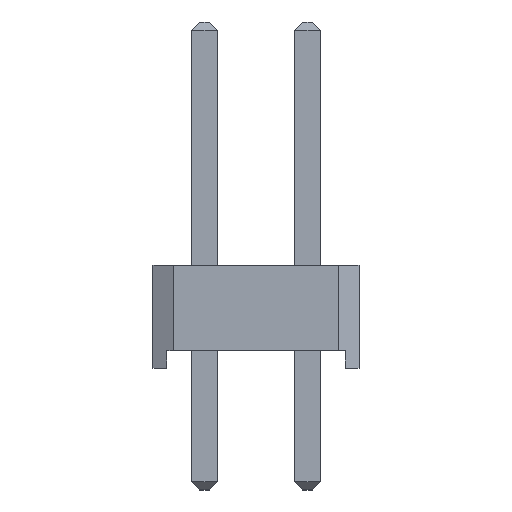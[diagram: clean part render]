
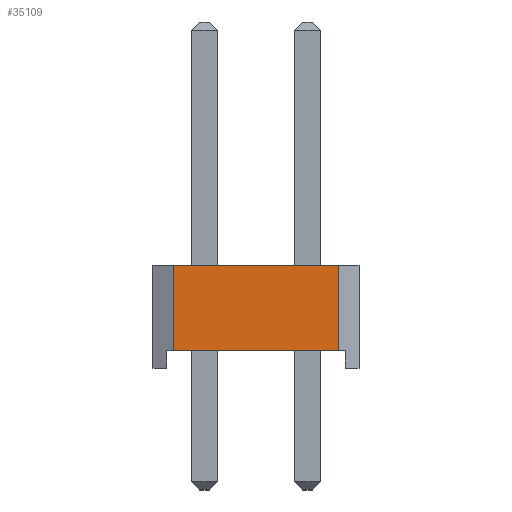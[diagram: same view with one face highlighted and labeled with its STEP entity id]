
A CAD part, front view. The second image highlights one B-rep face of the part: STEP entity #35109.
In plain terms, the highlighted face is planar.
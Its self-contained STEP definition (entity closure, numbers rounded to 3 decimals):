
#1308=ORIENTED_EDGE('',*,*,#8040,.T.);
#1309=ORIENTED_EDGE('',*,*,#7588,.T.);
#1310=ORIENTED_EDGE('',*,*,#8041,.F.);
#1311=ORIENTED_EDGE('',*,*,#7815,.F.);
#7588=EDGE_CURVE('',#11114,#11115,#13294,.T.);
#7815=EDGE_CURVE('',#11180,#11181,#13521,.T.);
#8040=EDGE_CURVE('',#11180,#11114,#13746,.T.);
#8041=EDGE_CURVE('',#11181,#11115,#13747,.T.);
#11114=VERTEX_POINT('',#45449);
#11115=VERTEX_POINT('',#45450);
#11180=VERTEX_POINT('',#45805);
#11181=VERTEX_POINT('',#45807);
#13294=LINE('',#45448,#16820);
#13521=LINE('',#45806,#17047);
#13746=LINE('',#46161,#17272);
#13747=LINE('',#46162,#17273);
#16820=VECTOR('',#38584,1000.);
#17047=VECTOR('',#38939,1000.);
#17272=VECTOR('',#39294,1000.);
#17273=VECTOR('',#39295,1000.);
#20091=EDGE_LOOP('',(#1308,#1309,#1310,#1311));
#21695=FACE_BOUND('',#20091,.T.);
#23299=PLANE('',#36592);
#35109=ADVANCED_FACE('',(#21695),#23299,.F.);
#36592=AXIS2_PLACEMENT_3D('',#46160,#39292,#39293);
#38584=DIRECTION('',(0.,1.,0.));
#38939=DIRECTION('',(0.,1.,0.));
#39292=DIRECTION('',(-1.,0.,0.));
#39293=DIRECTION('',(0.,0.,1.));
#39294=DIRECTION('',(0.,0.,-1.));
#39295=DIRECTION('',(0.,0.,-1.));
#45448=CARTESIAN_POINT('',(40.64,0.,-3.31));
#45449=CARTESIAN_POINT('',(40.64,-0.832,-3.31));
#45450=CARTESIAN_POINT('',(40.64,1.27,-3.31));
#45805=CARTESIAN_POINT('',(40.64,-0.832,0.77));
#45806=CARTESIAN_POINT('',(40.64,0.,0.77));
#45807=CARTESIAN_POINT('',(40.64,1.27,0.77));
#46160=CARTESIAN_POINT('',(40.64,0.,0.));
#46161=CARTESIAN_POINT('',(40.64,-0.832,0.93));
#46162=CARTESIAN_POINT('',(40.64,1.27,1.27));
